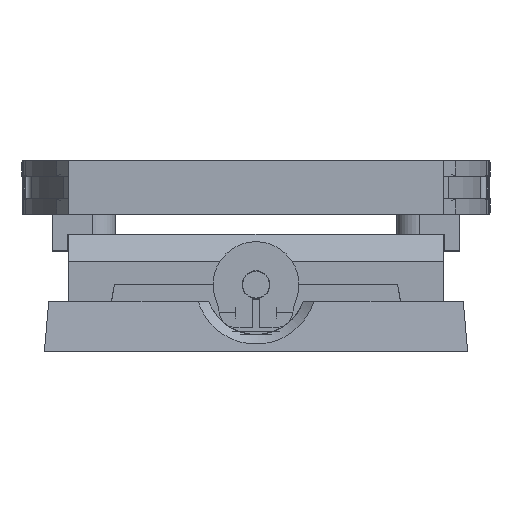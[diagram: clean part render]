
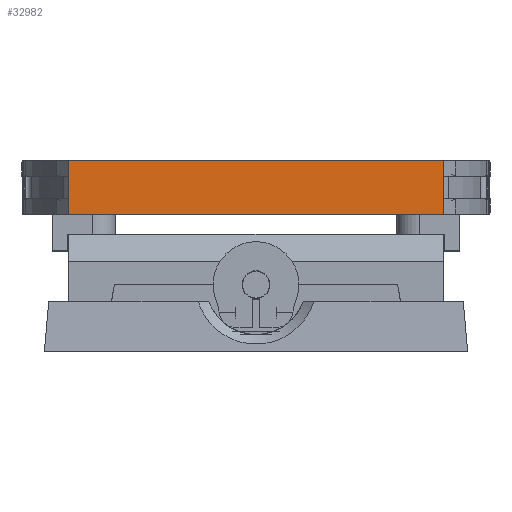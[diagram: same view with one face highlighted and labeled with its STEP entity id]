
A CAD part, left-side view. The second image highlights one B-rep face of the part: STEP entity #32982.
In plain terms, the highlighted planar face has unit normal (-1, 0, 0).
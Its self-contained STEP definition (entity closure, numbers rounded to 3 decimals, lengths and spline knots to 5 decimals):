
#3175=LINE('',#56338,#5806);
#3178=LINE('',#56347,#5809);
#3186=LINE('',#56404,#5817);
#3187=LINE('',#56406,#5818);
#5806=VECTOR('',#44861,1.);
#5809=VECTOR('',#44868,1.);
#5817=VECTOR('',#44892,1.);
#5818=VECTOR('',#44895,1.);
#7219=PLANE('',#36663);
#14685=ORIENTED_EDGE('',*,*,#20319,.T.);
#14686=ORIENTED_EDGE('',*,*,#20336,.F.);
#14687=ORIENTED_EDGE('',*,*,#20315,.F.);
#14688=ORIENTED_EDGE('',*,*,#20335,.T.);
#20315=EDGE_CURVE('',#23768,#23769,#3175,.T.);
#20319=EDGE_CURVE('',#23773,#23772,#3178,.T.);
#20335=EDGE_CURVE('',#23768,#23773,#3186,.T.);
#20336=EDGE_CURVE('',#23769,#23772,#3187,.T.);
#23768=VERTEX_POINT('',#56337);
#23769=VERTEX_POINT('',#56339);
#23772=VERTEX_POINT('',#56346);
#23773=VERTEX_POINT('',#56348);
#27724=EDGE_LOOP('',(#14685,#14686,#14687,#14688));
#30235=FACE_BOUND('',#27724,.T.);
#32982=ADVANCED_FACE('',(#30235),#7219,.F.);
#36663=AXIS2_PLACEMENT_3D('',#56405,#44893,#44894);
#44861=DIRECTION('',(0.,-1.,0.));
#44868=DIRECTION('',(0.,-1.,0.));
#44892=DIRECTION('',(0.,0.,-1.));
#44893=DIRECTION('',(1.,0.,0.));
#44894=DIRECTION('',(0.,1.,0.));
#44895=DIRECTION('',(0.,0.,-1.));
#56337=CARTESIAN_POINT('',(-0.084,0.266,0.016));
#56338=CARTESIAN_POINT('',(-0.084,0.21,0.016));
#56339=CARTESIAN_POINT('',(-0.084,0.154,0.016));
#56346=CARTESIAN_POINT('',(-0.084,0.154,0.));
#56347=CARTESIAN_POINT('',(-0.084,0.21,0.));
#56348=CARTESIAN_POINT('',(-0.084,0.266,0.));
#56404=CARTESIAN_POINT('',(-0.084,0.266,0.016));
#56405=CARTESIAN_POINT('',(-0.084,0.21,0.016));
#56406=CARTESIAN_POINT('',(-0.084,0.154,0.016));
